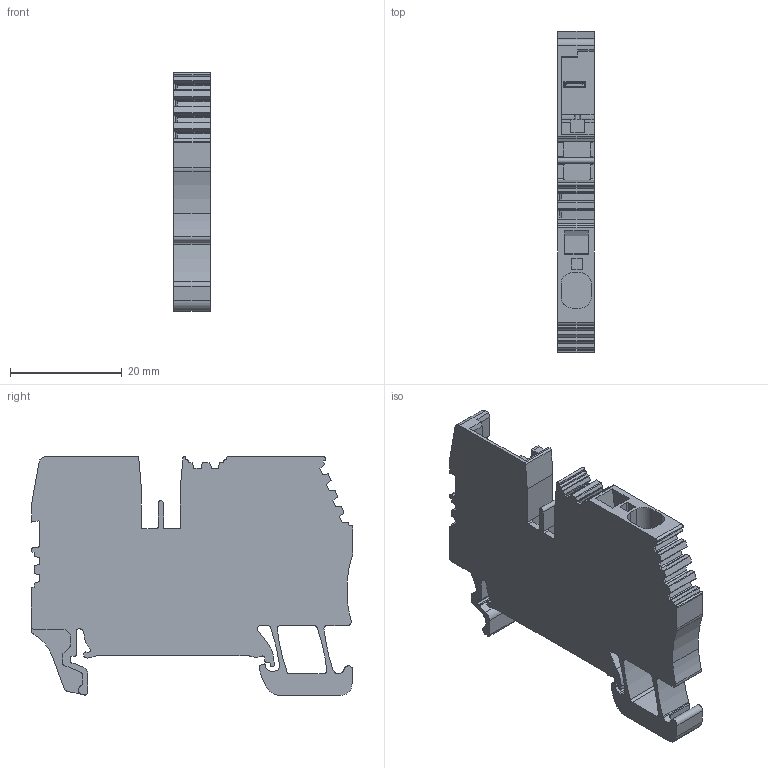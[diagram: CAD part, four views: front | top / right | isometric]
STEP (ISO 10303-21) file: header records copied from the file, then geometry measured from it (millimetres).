
FILE_DESCRIPTION(('CATIA V5R22 STEP214','CAx-IF Rec.Pracs.--- Model Styling and Organization---1.4--- 2014-01-23'),'2;1');
FILE_NAME ('023932-2_0', '2021-04-13T04:55:15+00:00', ('Weidmueller Interface'), ('Weidmueller'), 'CATIA Version 5-6 Release 2016 SP3 HF44', 'CATIA V5 STEP AP214', 'none');
FILE_SCHEMA(('AUTOMOTIVE_DESIGN { 1 0 10303 214 1 1 1 1 }'));
Length unit declared in the file: millimetre
Products named in the file (1): 36501_ZT_4_2AN_1_AllCATPart
Bounding box: 6.5 x 57.55 x 42.7 mm (x, y, z)
Volume: 9983.8 mm3; surface area: 7256.3 mm2
Topology: 2 solids, 2 shells, 443 faces, 1281 edges, 846 vertices
Faces by surface type: plane 266, cylinder 172, torus 3, sphere 2
Entity records: 14380 total; most frequent: CARTESIAN_POINT 3009, ORIENTED_EDGE 2558, DIRECTION 2007, EDGE_CURVE 1279, VECTOR 908, LINE 908, VERTEX_POINT 846, AXIS2_PLACEMENT_3D 712
